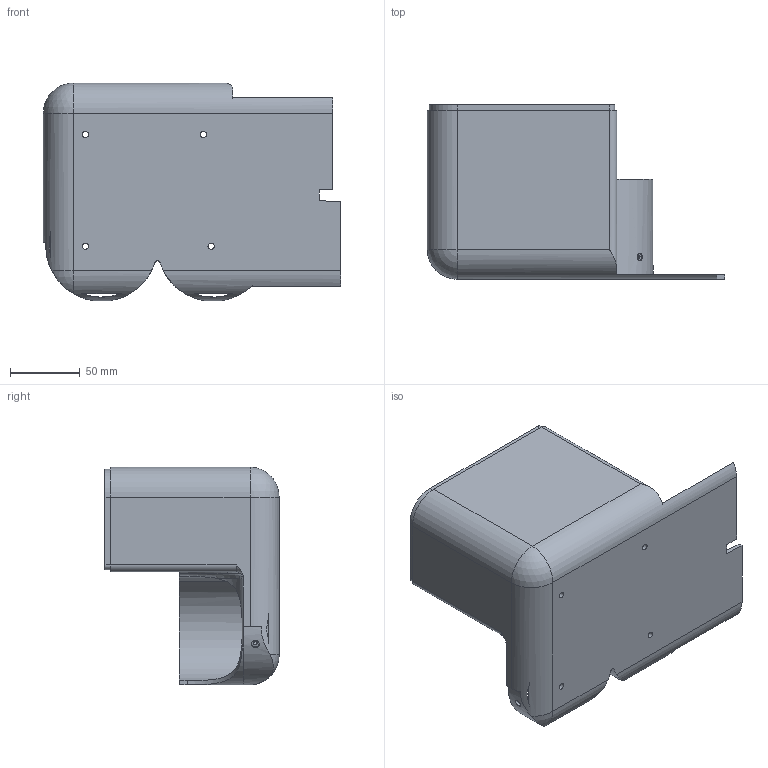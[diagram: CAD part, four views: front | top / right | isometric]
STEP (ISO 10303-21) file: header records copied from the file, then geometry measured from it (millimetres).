
FILE_DESCRIPTION(/* description */ (''),/* implementation_level */ '2;1');
FILE_NAME(/* name */ 'base.step',/* time_stamp */ '2023-12-29T20:58:19+01:00',/* author */ (''),/* organization */ (''),/* preprocessor_version */ 'ST-DEVELOPER v20',/* originating_system */ 'Autodesk Translation Framework v12.14.0.127',/* authorisation */ '');
FILE_SCHEMA (('AUTOMOTIVE_DESIGN { 1 0 10303 214 3 1 1 }'));
Length unit declared in the file: millimetre
Products named in the file (1): Base
Bounding box: 213 x 124.75 x 156 mm (x, y, z)
Volume: 396991.3 mm3; surface area: 179803.4 mm2
Topology: 1 solids, 1 shells, 153 faces, 405 edges, 264 vertices
Faces by surface type: plane 63, cylinder 60, bspline 12, torus 10, sphere 8
Full cylindrical faces by diameter (mm): 2.5 x4, 2.9 x3, 4.5 x4, 5.5 x4, 9.5 x3, 75.2 x1
Entity records: 5501 total; most frequent: CARTESIAN_POINT 1676, ORIENTED_EDGE 810, DIRECTION 757, EDGE_CURVE 405, AXIS2_PLACEMENT_3D 277, VERTEX_POINT 264, LINE 203, VECTOR 203
